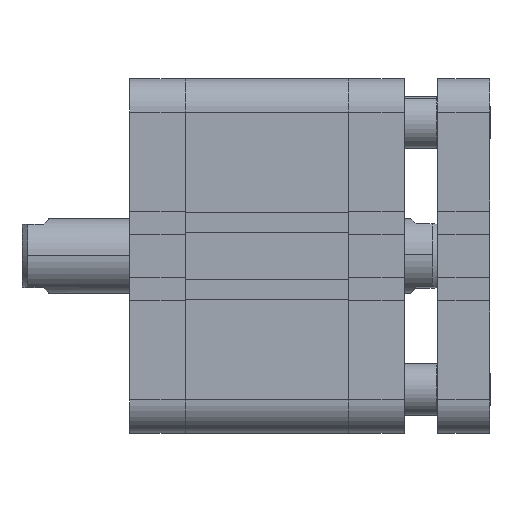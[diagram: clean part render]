
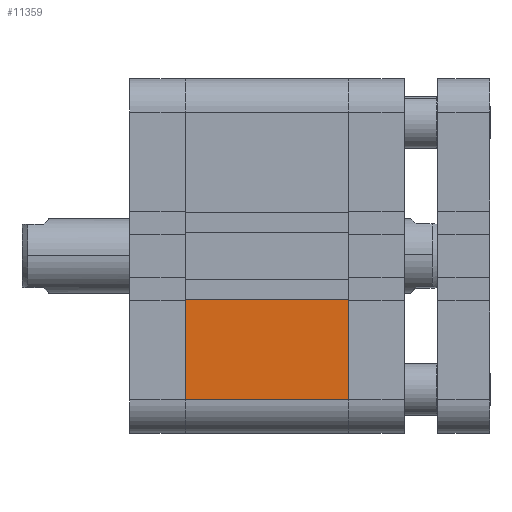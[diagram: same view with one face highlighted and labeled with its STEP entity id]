
A CAD part, front view. The second image highlights one B-rep face of the part: STEP entity #11359.
In plain terms, the highlighted planar face has unit normal (0, -1, 0).
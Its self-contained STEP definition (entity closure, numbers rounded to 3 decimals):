
#3431 = CARTESIAN_POINT ( 'NONE',  ( 44.001, -47.75, -11.8 ) ) ;
#3587 = VERTEX_POINT ( 'NONE', #11199 ) ;
#5057 = CARTESIAN_POINT ( 'NONE',  ( 44., -47.75, -47.75 ) ) ;
#9547 = CARTESIAN_POINT ( 'NONE',  ( 44., -47.75, -47.75 ) ) ;
#9940 = EDGE_LOOP ( 'NONE', ( #16071, #28853, #18270, #25238 ) ) ;
#11199 = CARTESIAN_POINT ( 'NONE',  ( 44., -47.75, -38.75 ) ) ;
#11359 = ADVANCED_FACE ( 'NONE', ( #12491 ), #38300, .F. ) ;
#12491 = FACE_OUTER_BOUND ( 'NONE', #9940, .T. ) ;
#13473 = EDGE_CURVE ( 'NONE', #27313, #3587, #31549, .T. ) ;
#14019 = VECTOR ( 'NONE', #24080, 1000. ) ;
#14335 = LINE ( 'NONE', #5057, #14019 ) ;
#15467 = DIRECTION ( 'NONE',  ( 1., 0., 0. ) ) ;
#15684 = CARTESIAN_POINT ( 'NONE',  ( 44., -47.75, -38.75 ) ) ;
#16071 = ORIENTED_EDGE ( 'NONE', *, *, #17243, .T. ) ;
#17243 = EDGE_CURVE ( 'NONE', #28672, #18451, #20315, .T. ) ;
#17841 = CARTESIAN_POINT ( 'NONE',  ( 44., -47.75, -11.8 ) ) ;
#18270 = ORIENTED_EDGE ( 'NONE', *, *, #13473, .T. ) ;
#18451 = VERTEX_POINT ( 'NONE', #24153 ) ;
#19146 = VECTOR ( 'NONE', #20977, 1000. ) ;
#20315 = LINE ( 'NONE', #3431, #27166 ) ;
#20977 = DIRECTION ( 'NONE',  ( 0., 0., -1. ) ) ;
#24080 = DIRECTION ( 'NONE',  ( 0., 0., -1. ) ) ;
#24153 = CARTESIAN_POINT ( 'NONE',  ( 0., -47.75, -11.8 ) ) ;
#24213 = AXIS2_PLACEMENT_3D ( 'NONE', #9547, #32155, #25389 ) ;
#24582 = CARTESIAN_POINT ( 'NONE',  ( 0., -47.75, -47.75 ) ) ;
#25238 = ORIENTED_EDGE ( 'NONE', *, *, #34180, .F. ) ;
#25389 = DIRECTION ( 'NONE',  ( 0., 0., 1. ) ) ;
#26072 = EDGE_CURVE ( 'NONE', #18451, #27313, #40251, .T. ) ;
#27166 = VECTOR ( 'NONE', #39800, 1000. ) ;
#27313 = VERTEX_POINT ( 'NONE', #39235 ) ;
#28672 = VERTEX_POINT ( 'NONE', #17841 ) ;
#28853 = ORIENTED_EDGE ( 'NONE', *, *, #26072, .T. ) ;
#31549 = LINE ( 'NONE', #15684, #37870 ) ;
#32155 = DIRECTION ( 'NONE',  ( 0., 1., 0. ) ) ;
#34180 = EDGE_CURVE ( 'NONE', #28672, #3587, #14335, .T. ) ;
#37870 = VECTOR ( 'NONE', #15467, 1000. ) ;
#38300 = PLANE ( 'NONE',  #24213 ) ;
#39235 = CARTESIAN_POINT ( 'NONE',  ( 0., -47.75, -38.75 ) ) ;
#39800 = DIRECTION ( 'NONE',  ( -1., 0., 0. ) ) ;
#40251 = LINE ( 'NONE', #24582, #19146 ) ;
